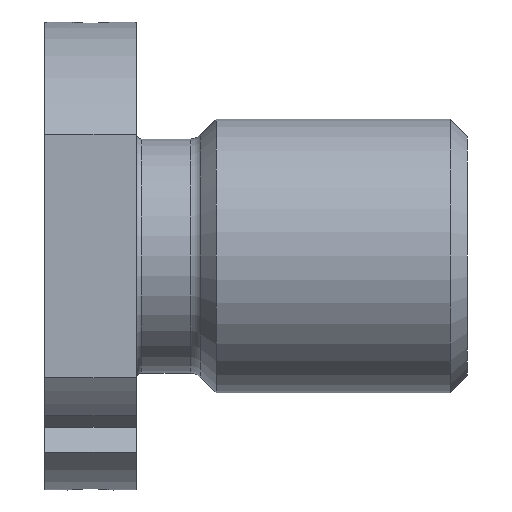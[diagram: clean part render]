
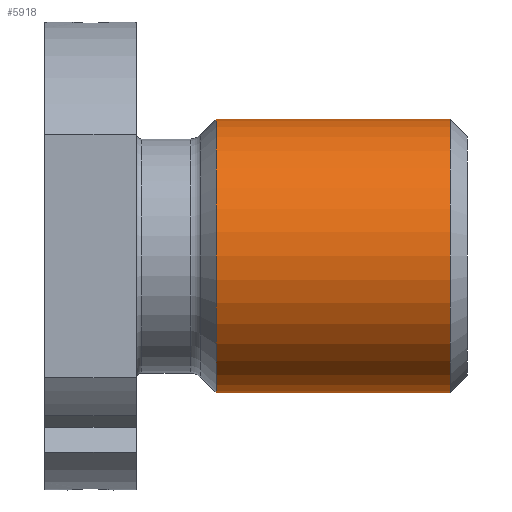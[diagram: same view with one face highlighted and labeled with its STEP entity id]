
A CAD part, front view. The second image highlights one B-rep face of the part: STEP entity #5918.
In plain terms, the highlighted cylindrical face has radius 24 mm (diameter 48 mm), a partial arc.
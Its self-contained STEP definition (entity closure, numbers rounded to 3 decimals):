
#1=CARTESIAN_POINT('',(71.,0.,0.));
#2=DIRECTION('',(-1.,0.,0.));
#3=DIRECTION('',(0.,0.,-1.));
#4=AXIS2_PLACEMENT_3D('',#1,#2,#3);
#19=DIRECTION('',(-1.,0.,0.));
#20=VECTOR('',#19,41.);
#21=CARTESIAN_POINT('',(71.,0.,-24.));
#22=LINE('',#21,#20);
#23=DIRECTION('',(-1.,0.,0.));
#24=VECTOR('',#23,41.);
#25=CARTESIAN_POINT('',(71.,0.,24.));
#26=LINE('',#25,#24);
#4426=CARTESIAN_POINT('',(30.,0.,0.));
#4427=DIRECTION('',(-1.,0.,0.));
#4428=DIRECTION('',(0.,0.,-1.));
#4429=AXIS2_PLACEMENT_3D('',#4426,#4427,#4428);
#4435=CARTESIAN_POINT('',(30.,0.,-24.));
#4436=CARTESIAN_POINT('',(30.,0.,24.));
#4437=VERTEX_POINT('',#4435);
#4438=VERTEX_POINT('',#4436);
#4439=CARTESIAN_POINT('',(71.,0.,-24.));
#4440=CARTESIAN_POINT('',(71.,0.,24.));
#4441=VERTEX_POINT('',#4439);
#4442=VERTEX_POINT('',#4440);
#5904=CARTESIAN_POINT('',(-3.7,0.,0.));
#5905=DIRECTION('',(1.,0.,0.));
#5906=DIRECTION('',(0.,0.,1.));
#5907=AXIS2_PLACEMENT_3D('',#5904,#5905,#5906);
#5908=CYLINDRICAL_SURFACE('',#5907,24.);
#5910=ORIENTED_EDGE('',*,*,#5909,.T.);
#5912=ORIENTED_EDGE('',*,*,#5911,.T.);
#5914=ORIENTED_EDGE('',*,*,#5913,.F.);
#5915=ORIENTED_EDGE('',*,*,#5894,.F.);
#5916=EDGE_LOOP('',(#5910,#5912,#5914,#5915));
#5917=FACE_OUTER_BOUND('',#5916,.F.);
#5918=ADVANCED_FACE('',(#5917),#5908,.T.);
#5=CIRCLE('',#4,24.);
#4430=CIRCLE('',#4429,24.);
#5894=EDGE_CURVE('',#4441,#4442,#5,.T.);
#5909=EDGE_CURVE('',#4441,#4437,#22,.T.);
#5911=EDGE_CURVE('',#4437,#4438,#4430,.T.);
#5913=EDGE_CURVE('',#4442,#4438,#26,.T.);
